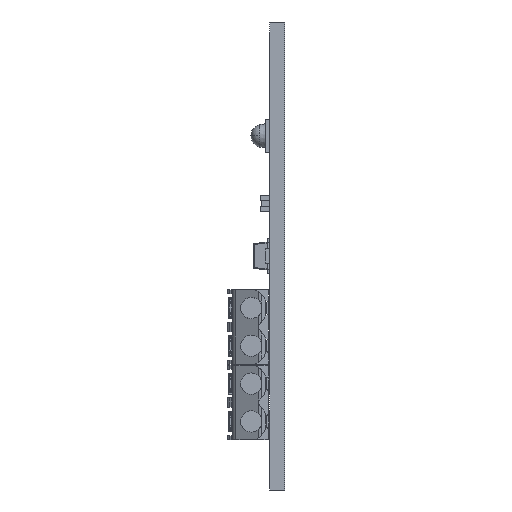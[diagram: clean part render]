
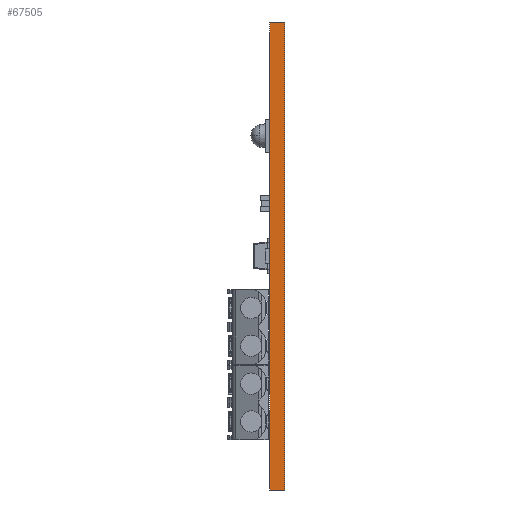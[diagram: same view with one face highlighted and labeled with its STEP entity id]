
A CAD part, left-side view. The second image highlights one B-rep face of the part: STEP entity #67505.
In plain terms, the highlighted planar face has unit normal (-1, 0, 0).
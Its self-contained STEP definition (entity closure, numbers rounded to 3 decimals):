
#965 = VERTEX_POINT ( 'NONE', #33085 ) ;
#2357 = LINE ( 'NONE', #6297, #12568 ) ;
#3035 = CARTESIAN_POINT ( 'NONE',  ( 0., -1.6, -49.5 ) ) ;
#6297 = CARTESIAN_POINT ( 'NONE',  ( 0., -1.6, -49.5 ) ) ;
#10426 = CARTESIAN_POINT ( 'NONE',  ( 0., -1.6, 0. ) ) ;
#11283 = DIRECTION ( 'NONE',  ( 1., 0., 0. ) ) ;
#11959 = DIRECTION ( 'NONE',  ( 0., 1., 0. ) ) ;
#12504 = VECTOR ( 'NONE', #51661, 1000. ) ;
#12568 = VECTOR ( 'NONE', #11959, 1000. ) ;
#12723 = VERTEX_POINT ( 'NONE', #63831 ) ;
#12830 = LINE ( 'NONE', #10426, #14603 ) ;
#14603 = VECTOR ( 'NONE', #55199, 1000. ) ;
#16590 = CARTESIAN_POINT ( 'NONE',  ( 0., 0., 0. ) ) ;
#16670 = PLANE ( 'NONE',  #38536 ) ;
#17327 = VERTEX_POINT ( 'NONE', #16590 ) ;
#18303 = ORIENTED_EDGE ( 'NONE', *, *, #51413, .T. ) ;
#20002 = ORIENTED_EDGE ( 'NONE', *, *, #39673, .T. ) ;
#25063 = EDGE_CURVE ( 'NONE', #40900, #965, #2357, .T. ) ;
#28858 = VECTOR ( 'NONE', #51215, 1000. ) ;
#29245 = LINE ( 'NONE', #45978, #12504 ) ;
#30627 = LINE ( 'NONE', #45561, #28858 ) ;
#33085 = CARTESIAN_POINT ( 'NONE',  ( 0., 0., -49.5 ) ) ;
#38536 = AXIS2_PLACEMENT_3D ( 'NONE', #50333, #11283, #50582 ) ;
#39673 = EDGE_CURVE ( 'NONE', #17327, #965, #30627, .T. ) ;
#40900 = VERTEX_POINT ( 'NONE', #3035 ) ;
#40951 = FACE_OUTER_BOUND ( 'NONE', #55159, .T. ) ;
#41144 = ORIENTED_EDGE ( 'NONE', *, *, #65213, .F. ) ;
#45561 = CARTESIAN_POINT ( 'NONE',  ( 0., 0., 0. ) ) ;
#45978 = CARTESIAN_POINT ( 'NONE',  ( 0., -1.6, 0. ) ) ;
#50333 = CARTESIAN_POINT ( 'NONE',  ( 0., -1.6, 0. ) ) ;
#50582 = DIRECTION ( 'NONE',  ( 0., 0., -1. ) ) ;
#51215 = DIRECTION ( 'NONE',  ( 0., 0., -1. ) ) ;
#51413 = EDGE_CURVE ( 'NONE', #12723, #17327, #12830, .T. ) ;
#51661 = DIRECTION ( 'NONE',  ( 0., 0., -1. ) ) ;
#55159 = EDGE_LOOP ( 'NONE', ( #20002, #65763, #41144, #18303 ) ) ;
#55199 = DIRECTION ( 'NONE',  ( 0., 1., 0. ) ) ;
#63831 = CARTESIAN_POINT ( 'NONE',  ( 0., -1.6, 0. ) ) ;
#65213 = EDGE_CURVE ( 'NONE', #12723, #40900, #29245, .T. ) ;
#65763 = ORIENTED_EDGE ( 'NONE', *, *, #25063, .F. ) ;
#67505 = ADVANCED_FACE ( 'NONE', ( #40951 ), #16670, .F. ) ;
